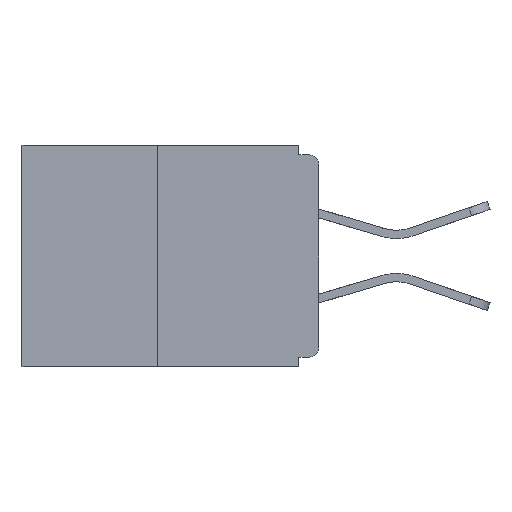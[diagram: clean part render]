
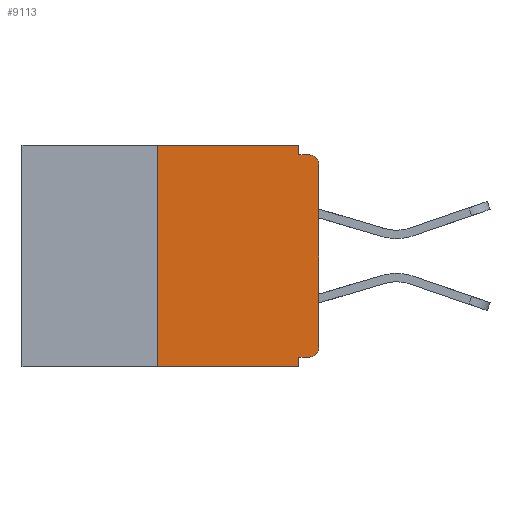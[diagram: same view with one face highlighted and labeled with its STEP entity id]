
A CAD part, left-side view. The second image highlights one B-rep face of the part: STEP entity #9113.
In plain terms, the highlighted planar face has unit normal (-1, 0, 0).
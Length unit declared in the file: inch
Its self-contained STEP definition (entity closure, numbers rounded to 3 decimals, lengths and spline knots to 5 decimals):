
#133 = EDGE_CURVE ( 'NONE', #3841, #709, #1090, .T. ) ;
#666 = DIRECTION ( 'NONE',  ( -1., 0., 0. ) ) ;
#709 = VERTEX_POINT ( 'NONE', #2969 ) ;
#714 = ORIENTED_EDGE ( 'NONE', *, *, #11821, .F. ) ;
#750 = VERTEX_POINT ( 'NONE', #7938 ) ;
#1058 = EDGE_CURVE ( 'NONE', #11568, #8527, #6678, .T. ) ;
#1090 = LINE ( 'NONE', #8221, #4643 ) ;
#1293 = DIRECTION ( 'NONE',  ( 0., -1., 0. ) ) ;
#1375 = LINE ( 'NONE', #9568, #9641 ) ;
#1793 = DIRECTION ( 'NONE',  ( -1., 0., 0. ) ) ;
#1875 = VERTEX_POINT ( 'NONE', #9360 ) ;
#1894 = VECTOR ( 'NONE', #6570, 39.37008 ) ;
#2210 = DIRECTION ( 'NONE',  ( 0., 0., -1. ) ) ;
#2378 = DIRECTION ( 'NONE',  ( 1., 0., 0. ) ) ;
#2420 = CARTESIAN_POINT ( 'NONE',  ( 0., 0.031, 0. ) ) ;
#2528 = VERTEX_POINT ( 'NONE', #9231 ) ;
#2543 = DIRECTION ( 'NONE',  ( 0., 0., -1. ) ) ;
#2632 = ORIENTED_EDGE ( 'NONE', *, *, #7343, .F. ) ;
#2709 = AXIS2_PLACEMENT_3D ( 'NONE', #8732, #666, #2831 ) ;
#2717 = CARTESIAN_POINT ( 'NONE',  ( 0., 0.015, -0.328 ) ) ;
#2748 = CARTESIAN_POINT ( 'NONE',  ( 0., 0.015, -0.03 ) ) ;
#2831 = DIRECTION ( 'NONE',  ( 0., 0., -1. ) ) ;
#2969 = CARTESIAN_POINT ( 'NONE',  ( 0., 0.031, -0.343 ) ) ;
#3704 = LINE ( 'NONE', #3754, #6690 ) ;
#3726 = LINE ( 'NONE', #2420, #1894 ) ;
#3754 = CARTESIAN_POINT ( 'NONE',  ( 0., 0., -0.328 ) ) ;
#3836 = DIRECTION ( 'NONE',  ( 0., 1., 0. ) ) ;
#3841 = VERTEX_POINT ( 'NONE', #5002 ) ;
#3967 = LINE ( 'NONE', #4500, #5368 ) ;
#4356 = EDGE_LOOP ( 'NONE', ( #10586, #6901, #6950, #714, #8423, #4373, #5922, #12832, #2632, #12599 ) ) ;
#4373 = ORIENTED_EDGE ( 'NONE', *, *, #6123, .T. ) ;
#4500 = CARTESIAN_POINT ( 'NONE',  ( 0., 0., -0.015 ) ) ;
#4643 = VECTOR ( 'NONE', #7309, 39.37008 ) ;
#4677 = FACE_OUTER_BOUND ( 'NONE', #4356, .T. ) ;
#5002 = CARTESIAN_POINT ( 'NONE',  ( 0., 0.25, -0.343 ) ) ;
#5125 = EDGE_CURVE ( 'NONE', #1875, #5744, #7985, .T. ) ;
#5368 = VECTOR ( 'NONE', #12495, 39.37008 ) ;
#5479 = CARTESIAN_POINT ( 'NONE',  ( 0., 0.015, -0.015 ) ) ;
#5744 = VERTEX_POINT ( 'NONE', #6052 ) ;
#5853 = VECTOR ( 'NONE', #8686, 39.37008 ) ;
#5905 = VECTOR ( 'NONE', #10360, 39.37008 ) ;
#5922 = ORIENTED_EDGE ( 'NONE', *, *, #11181, .T. ) ;
#5999 = CARTESIAN_POINT ( 'NONE',  ( 0., 0., -0.03 ) ) ;
#6052 = CARTESIAN_POINT ( 'NONE',  ( 0., 0.031, 0. ) ) ;
#6123 = EDGE_CURVE ( 'NONE', #7044, #750, #7730, .T. ) ;
#6452 = AXIS2_PLACEMENT_3D ( 'NONE', #2748, #1793, #6755 ) ;
#6529 = AXIS2_PLACEMENT_3D ( 'NONE', #8370, #2378, #2210 ) ;
#6570 = DIRECTION ( 'NONE',  ( 0., 0., -1. ) ) ;
#6678 = CIRCLE ( 'NONE', #6452, 0.015 ) ;
#6690 = VECTOR ( 'NONE', #3836, 39.37008 ) ;
#6755 = DIRECTION ( 'NONE',  ( 0., 0., -1. ) ) ;
#6901 = ORIENTED_EDGE ( 'NONE', *, *, #7130, .F. ) ;
#6950 = ORIENTED_EDGE ( 'NONE', *, *, #133, .T. ) ;
#7044 = VERTEX_POINT ( 'NONE', #2717 ) ;
#7130 = EDGE_CURVE ( 'NONE', #3841, #1875, #8021, .T. ) ;
#7199 = PLANE ( 'NONE',  #6529 ) ;
#7309 = DIRECTION ( 'NONE',  ( 0., -1., 0. ) ) ;
#7343 = EDGE_CURVE ( 'NONE', #9566, #8527, #3967, .T. ) ;
#7370 = VECTOR ( 'NONE', #1293, 39.37008 ) ;
#7538 = CARTESIAN_POINT ( 'NONE',  ( 0., 0.031, -0.015 ) ) ;
#7730 = CIRCLE ( 'NONE', #2709, 0.015 ) ;
#7938 = CARTESIAN_POINT ( 'NONE',  ( 0., 0., -0.313 ) ) ;
#7985 = LINE ( 'NONE', #9948, #7370 ) ;
#8021 = LINE ( 'NONE', #10616, #5853 ) ;
#8221 = CARTESIAN_POINT ( 'NONE',  ( 0., 0.46, -0.343 ) ) ;
#8370 = CARTESIAN_POINT ( 'NONE',  ( 0., 0.46, 0. ) ) ;
#8423 = ORIENTED_EDGE ( 'NONE', *, *, #10905, .F. ) ;
#8527 = VERTEX_POINT ( 'NONE', #5479 ) ;
#8571 = LINE ( 'NONE', #12437, #5905 ) ;
#8686 = DIRECTION ( 'NONE',  ( 0., 0., 1. ) ) ;
#8732 = CARTESIAN_POINT ( 'NONE',  ( 0., 0.015, -0.313 ) ) ;
#9113 = ADVANCED_FACE ( 'NONE', ( #4677 ), #7199, .F. ) ;
#9231 = CARTESIAN_POINT ( 'NONE',  ( 0., 0.031, -0.328 ) ) ;
#9360 = CARTESIAN_POINT ( 'NONE',  ( 0., 0.25, 0. ) ) ;
#9566 = VERTEX_POINT ( 'NONE', #7538 ) ;
#9568 = CARTESIAN_POINT ( 'NONE',  ( 0., 0.031, -0.343 ) ) ;
#9641 = VECTOR ( 'NONE', #2543, 39.37008 ) ;
#9948 = CARTESIAN_POINT ( 'NONE',  ( 0., 0.46, 0. ) ) ;
#10360 = DIRECTION ( 'NONE',  ( 0., 0., 1. ) ) ;
#10586 = ORIENTED_EDGE ( 'NONE', *, *, #5125, .F. ) ;
#10616 = CARTESIAN_POINT ( 'NONE',  ( 0., 0.25, 0. ) ) ;
#10905 = EDGE_CURVE ( 'NONE', #7044, #2528, #3704, .T. ) ;
#11181 = EDGE_CURVE ( 'NONE', #750, #11568, #8571, .T. ) ;
#11568 = VERTEX_POINT ( 'NONE', #5999 ) ;
#11821 = EDGE_CURVE ( 'NONE', #2528, #709, #1375, .T. ) ;
#12437 = CARTESIAN_POINT ( 'NONE',  ( 0., 0., 0. ) ) ;
#12495 = DIRECTION ( 'NONE',  ( 0., -1., 0. ) ) ;
#12599 = ORIENTED_EDGE ( 'NONE', *, *, #12812, .F. ) ;
#12812 = EDGE_CURVE ( 'NONE', #5744, #9566, #3726, .T. ) ;
#12832 = ORIENTED_EDGE ( 'NONE', *, *, #1058, .T. ) ;
